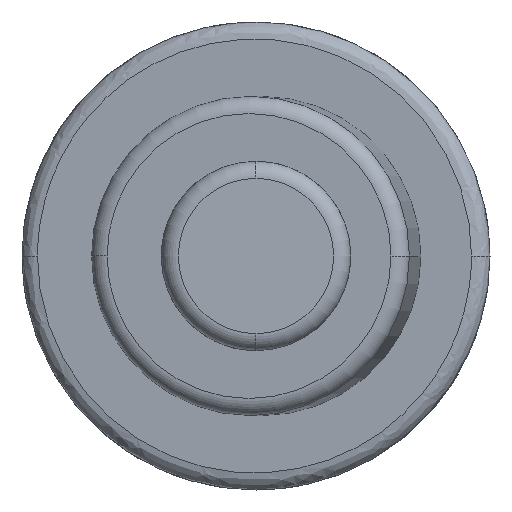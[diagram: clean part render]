
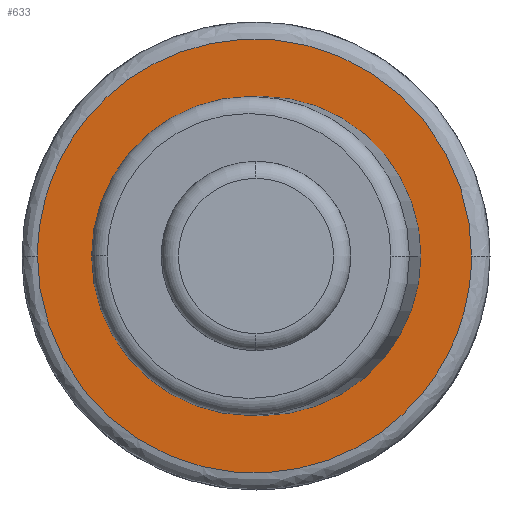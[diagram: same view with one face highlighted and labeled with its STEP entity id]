
A CAD part, left-side view. The second image highlights one B-rep face of the part: STEP entity #633.
In plain terms, the highlighted planar face has unit normal (-0.996, 0.087, 0).
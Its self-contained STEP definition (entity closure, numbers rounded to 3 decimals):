
#64 = CARTESIAN_POINT ( 'NONE',  ( -21.739, -10.13, 20.4 ) ) ;
#82 =( BOUNDED_CURVE ( )  B_SPLINE_CURVE ( 3, ( #756, #64, #840, #358 ),
 .UNSPECIFIED., .F., .F. ) 
 B_SPLINE_CURVE_WITH_KNOTS ( ( 4, 4 ),
 ( 3.142, 6.283 ),
 .UNSPECIFIED. ) 
 CURVE ( )  GEOMETRIC_REPRESENTATION_ITEM ( )  RATIONAL_B_SPLINE_CURVE ( ( 1., 0.333, 0.333, 1. ) ) 
 REPRESENTATION_ITEM ( '' )  );
#83 = CARTESIAN_POINT ( 'NONE',  ( -21.739, -10.13, 0. ) ) ;
#89 = CARTESIAN_POINT ( 'NONE',  ( -21.739, -10.13, -20.4 ) ) ;
#92 = DIRECTION ( 'NONE',  ( -0.087, -0.996, 0. ) ) ;
#106 = CARTESIAN_POINT ( 'NONE',  ( -21.739, -10.13, 0. ) ) ;
#122 = CARTESIAN_POINT ( 'NONE',  ( -20.828, 0.291, 0. ) ) ;
#157 = ORIENTED_EDGE ( 'NONE', *, *, #411, .T. ) ;
#218 = AXIS2_PLACEMENT_3D ( 'NONE', #369, #470, #1244 ) ;
#299 =( BOUNDED_CURVE ( )  B_SPLINE_CURVE ( 3, ( #863, #964, #89, #83 ),
 .UNSPECIFIED., .F., .T. ) 
 B_SPLINE_CURVE_WITH_KNOTS ( ( 4, 4 ),
 ( 0., 3.142 ),
 .UNSPECIFIED. ) 
 CURVE ( )  GEOMETRIC_REPRESENTATION_ITEM ( )  RATIONAL_B_SPLINE_CURVE ( ( 1., 0.333, 0.333, 1. ) ) 
 REPRESENTATION_ITEM ( '' )  );
#356 = CARTESIAN_POINT ( 'NONE',  ( -20.878, -0.281, 0. ) ) ;
#358 = CARTESIAN_POINT ( 'NONE',  ( -19.955, 10.27, 0. ) ) ;
#369 = CARTESIAN_POINT ( 'NONE',  ( -20.878, -0.281, 0. ) ) ;
#398 = FACE_BOUND ( 'NONE', #914, .T. ) ;
#405 = CIRCLE ( 'NONE', #218, 7.5 ) ;
#411 = EDGE_CURVE ( 'NONE', #852, #1018, #299, .T. ) ;
#470 = DIRECTION ( 'NONE',  ( -0.996, 0.087, 0. ) ) ;
#484 = PLANE ( 'NONE',  #780 ) ;
#505 = EDGE_CURVE ( 'NONE', #1018, #852, #82, .T. ) ;
#548 = ORIENTED_EDGE ( 'NONE', *, *, #1252, .F. ) ;
#567 = AXIS2_PLACEMENT_3D ( 'NONE', #356, #859, #92 ) ;
#575 = CARTESIAN_POINT ( 'NONE',  ( -21.531, -7.753, 0. ) ) ;
#580 = FACE_OUTER_BOUND ( 'NONE', #1179, .T. ) ;
#609 = VERTEX_POINT ( 'NONE', #575 ) ;
#633 = ADVANCED_FACE ( 'NONE', ( #580, #398 ), #484, .T. ) ;
#698 = DIRECTION ( 'NONE',  ( -0.087, -0.996, 0. ) ) ;
#756 = CARTESIAN_POINT ( 'NONE',  ( -21.739, -10.13, 0. ) ) ;
#780 = AXIS2_PLACEMENT_3D ( 'NONE', #122, #979, #698 ) ;
#840 = CARTESIAN_POINT ( 'NONE',  ( -19.955, 10.27, 20.4 ) ) ;
#844 = ORIENTED_EDGE ( 'NONE', *, *, #505, .T. ) ;
#852 = VERTEX_POINT ( 'NONE', #1220 ) ;
#859 = DIRECTION ( 'NONE',  ( -0.996, 0.087, 0. ) ) ;
#863 = CARTESIAN_POINT ( 'NONE',  ( -19.955, 10.27, 0. ) ) ;
#912 = CIRCLE ( 'NONE', #567, 7.5 ) ;
#914 = EDGE_LOOP ( 'NONE', ( #991, #548 ) ) ;
#964 = CARTESIAN_POINT ( 'NONE',  ( -19.955, 10.27, -20.4 ) ) ;
#979 = DIRECTION ( 'NONE',  ( -0.996, 0.087, 0. ) ) ;
#991 = ORIENTED_EDGE ( 'NONE', *, *, #1213, .F. ) ;
#1018 = VERTEX_POINT ( 'NONE', #106 ) ;
#1032 = CARTESIAN_POINT ( 'NONE',  ( -20.224, 7.19, 0. ) ) ;
#1179 = EDGE_LOOP ( 'NONE', ( #157, #844 ) ) ;
#1186 = VERTEX_POINT ( 'NONE', #1032 ) ;
#1213 = EDGE_CURVE ( 'NONE', #609, #1186, #405, .T. ) ;
#1220 = CARTESIAN_POINT ( 'NONE',  ( -19.955, 10.27, 0. ) ) ;
#1244 = DIRECTION ( 'NONE',  ( -0.087, -0.996, 0. ) ) ;
#1252 = EDGE_CURVE ( 'NONE', #1186, #609, #912, .T. ) ;
